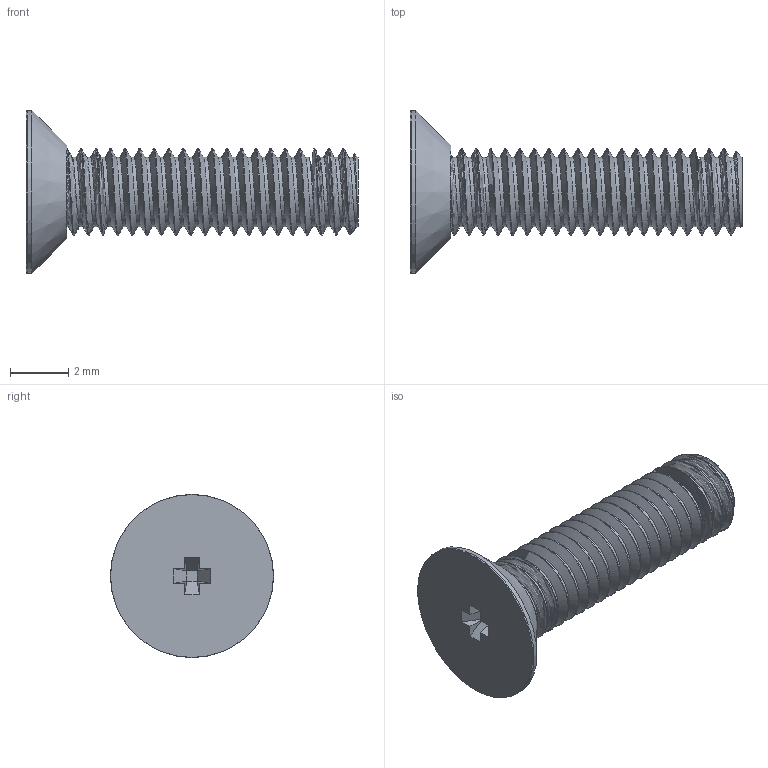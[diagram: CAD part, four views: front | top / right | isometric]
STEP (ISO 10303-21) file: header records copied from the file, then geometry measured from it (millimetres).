
FILE_DESCRIPTION(/* description */ (''),/* implementation_level */ '2;1');
FILE_NAME(/* name */ '_M3 X 10mm Screw.1ef39d33-cd6f-48f9-8b8d-e1574c67a4a6.f3d.__gcx3d__.stp',/* time_stamp */ '2019-02-24T17:11:53+00:00',/* author */ (''),/* organization */ (''),/* preprocessor_version */ 'ST-DEVELOPER v17.2',/* originating_system */ 'Autodesk Translation Framework v7.6.0.251',/* authorisation */ '');
FILE_SCHEMA (('AUTOMOTIVE_DESIGN { 1 0 10303 214 3 1 1 }'));
Length unit declared in the file: millimetre
Products named in the file (1): M3 X 10mm Screw
Bounding box: 11.4 x 5.6 x 5.6 mm (x, y, z)
Volume: 77.9 mm3; surface area: 201.9 mm2
Topology: 1 solids, 1 shells, 66 faces, 176 edges, 114 vertices
Faces by surface type: cylinder 44, plane 16, cone 3, bspline 2, torus 1
Full cylindrical faces by diameter (mm): 2.387 x20, 3 x19, 5.6 x1
Entity records: 3873 total; most frequent: CARTESIAN_POINT 2451, ORIENTED_EDGE 352, DIRECTION 232, EDGE_CURVE 176, VERTEX_POINT 114, AXIS2_PLACEMENT_3D 80, LINE 72, VECTOR 72
